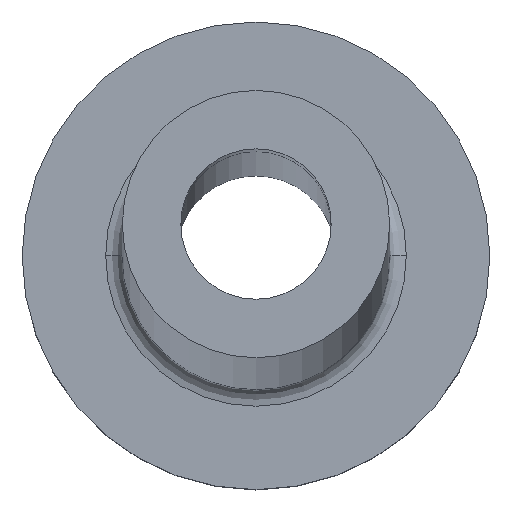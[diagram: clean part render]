
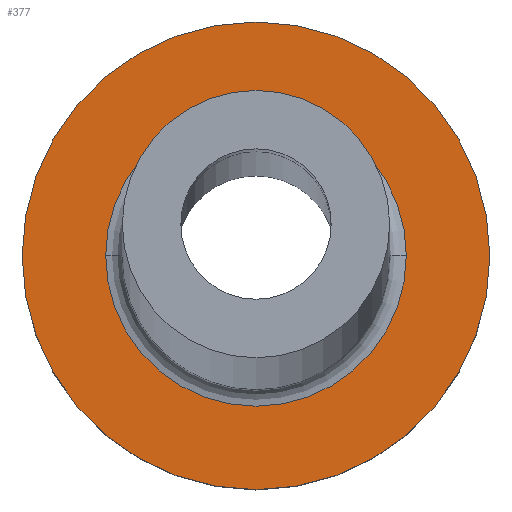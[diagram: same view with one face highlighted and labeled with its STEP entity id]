
A CAD part, top view. The second image highlights one B-rep face of the part: STEP entity #377.
In plain terms, the highlighted planar face has unit normal (0, 0, 1).
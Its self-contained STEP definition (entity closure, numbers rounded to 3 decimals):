
#5 = CIRCLE ( 'NONE', #260, 4.5 ) ;
#10 = VERTEX_POINT ( 'NONE', #308 ) ;
#14 = AXIS2_PLACEMENT_3D ( 'NONE', #240, #304, #202 ) ;
#17 = VERTEX_POINT ( 'NONE', #58 ) ;
#44 = DIRECTION ( 'NONE',  ( 1., 0., 0. ) ) ;
#47 = CARTESIAN_POINT ( 'NONE',  ( -7., 0., 5. ) ) ;
#51 = EDGE_LOOP ( 'NONE', ( #219, #194 ) ) ;
#52 = CIRCLE ( 'NONE', #167, 7. ) ;
#54 = FACE_BOUND ( 'NONE', #51, .T. ) ;
#58 = CARTESIAN_POINT ( 'NONE',  ( 4.5, 0., 5. ) ) ;
#65 = DIRECTION ( 'NONE',  ( 1., 0., 0. ) ) ;
#73 = CIRCLE ( 'NONE', #188, 7. ) ;
#86 = CARTESIAN_POINT ( 'NONE',  ( -4.5, 0., 5. ) ) ;
#110 = DIRECTION ( 'NONE',  ( 0., 0., -1. ) ) ;
#126 = ORIENTED_EDGE ( 'NONE', *, *, #205, .T. ) ;
#152 = PLANE ( 'NONE',  #14 ) ;
#153 = EDGE_CURVE ( 'NONE', #10, #313, #73, .T. ) ;
#167 = AXIS2_PLACEMENT_3D ( 'NONE', #406, #396, #442 ) ;
#177 = DIRECTION ( 'NONE',  ( 1., 0., 0. ) ) ;
#188 = AXIS2_PLACEMENT_3D ( 'NONE', #211, #322, #65 ) ;
#194 = ORIENTED_EDGE ( 'NONE', *, *, #367, .T. ) ;
#202 = DIRECTION ( 'NONE',  ( 1., 0., 0. ) ) ;
#205 = EDGE_CURVE ( 'NONE', #313, #10, #52, .T. ) ;
#211 = CARTESIAN_POINT ( 'NONE',  ( 0., 0., 5. ) ) ;
#216 = CARTESIAN_POINT ( 'NONE',  ( 0., 0., 5. ) ) ;
#219 = ORIENTED_EDGE ( 'NONE', *, *, #247, .T. ) ;
#223 = CARTESIAN_POINT ( 'NONE',  ( 0., 0., 5. ) ) ;
#229 = EDGE_LOOP ( 'NONE', ( #126, #235 ) ) ;
#235 = ORIENTED_EDGE ( 'NONE', *, *, #153, .T. ) ;
#240 = CARTESIAN_POINT ( 'NONE',  ( 0., 0., 5. ) ) ;
#247 = EDGE_CURVE ( 'NONE', #17, #450, #5, .T. ) ;
#260 = AXIS2_PLACEMENT_3D ( 'NONE', #223, #110, #177 ) ;
#283 = AXIS2_PLACEMENT_3D ( 'NONE', #216, #361, #44 ) ;
#304 = DIRECTION ( 'NONE',  ( 0., 0., 1. ) ) ;
#308 = CARTESIAN_POINT ( 'NONE',  ( 7., 0., 5. ) ) ;
#313 = VERTEX_POINT ( 'NONE', #47 ) ;
#322 = DIRECTION ( 'NONE',  ( 0., 0., 1. ) ) ;
#361 = DIRECTION ( 'NONE',  ( 0., 0., -1. ) ) ;
#367 = EDGE_CURVE ( 'NONE', #450, #17, #383, .T. ) ;
#377 = ADVANCED_FACE ( 'NONE', ( #54, #417 ), #152, .T. ) ;
#383 = CIRCLE ( 'NONE', #283, 4.5 ) ;
#396 = DIRECTION ( 'NONE',  ( 0., 0., 1. ) ) ;
#406 = CARTESIAN_POINT ( 'NONE',  ( 0., 0., 5. ) ) ;
#417 = FACE_OUTER_BOUND ( 'NONE', #229, .T. ) ;
#442 = DIRECTION ( 'NONE',  ( 1., 0., 0. ) ) ;
#450 = VERTEX_POINT ( 'NONE', #86 ) ;
